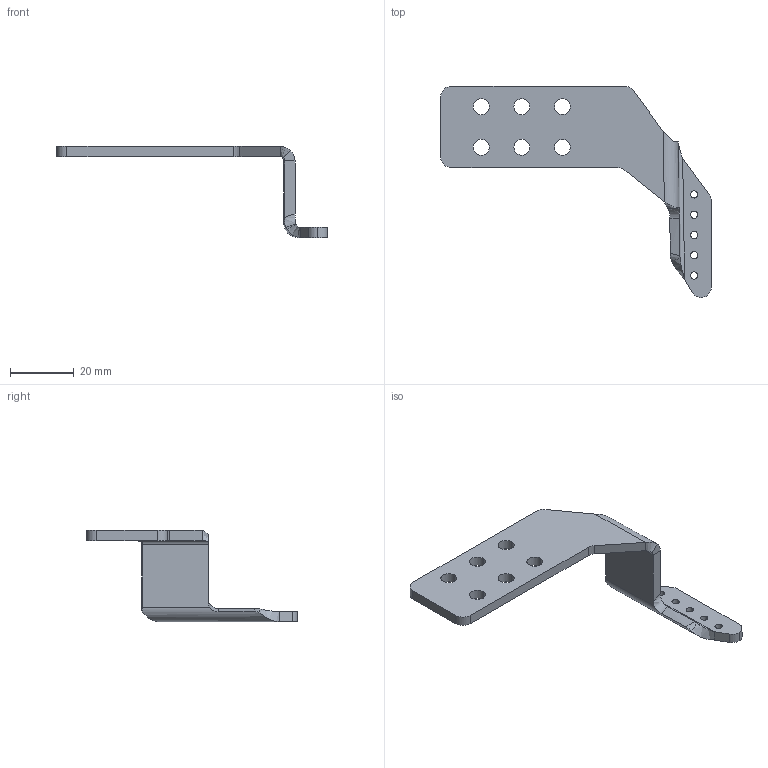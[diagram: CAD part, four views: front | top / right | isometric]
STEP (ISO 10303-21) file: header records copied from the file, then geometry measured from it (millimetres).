
FILE_DESCRIPTION (( 'STEP AP214' ), '1' );
FILE_NAME ('chaingussetv2siblingFlipped.STEP', '2025-01-28T00:47:39', ( '' ), ( '' ), 'SwSTEP 2.0', 'SolidWorks 2024', '' );
FILE_SCHEMA (( 'AUTOMOTIVE_DESIGN' ));
Length unit declared in the file: inch
Products named in the file (1): chaingussetv2siblingFlipped
Bounding box: 84.71 x 66.1 x 28.57 mm (x, y, z)
Volume: 8252.1 mm3; surface area: 6594.9 mm2
Topology: 1 solids, 1 shells, 59 faces, 157 edges, 100 vertices
Faces by surface type: cylinder 33, plane 19, bspline 7
Entity records: 2071 total; most frequent: CARTESIAN_POINT 551, ORIENTED_EDGE 314, DIRECTION 300, EDGE_CURVE 157, AXIS2_PLACEMENT_3D 117, VERTEX_POINT 100, EDGE_LOOP 81, VECTOR 66
